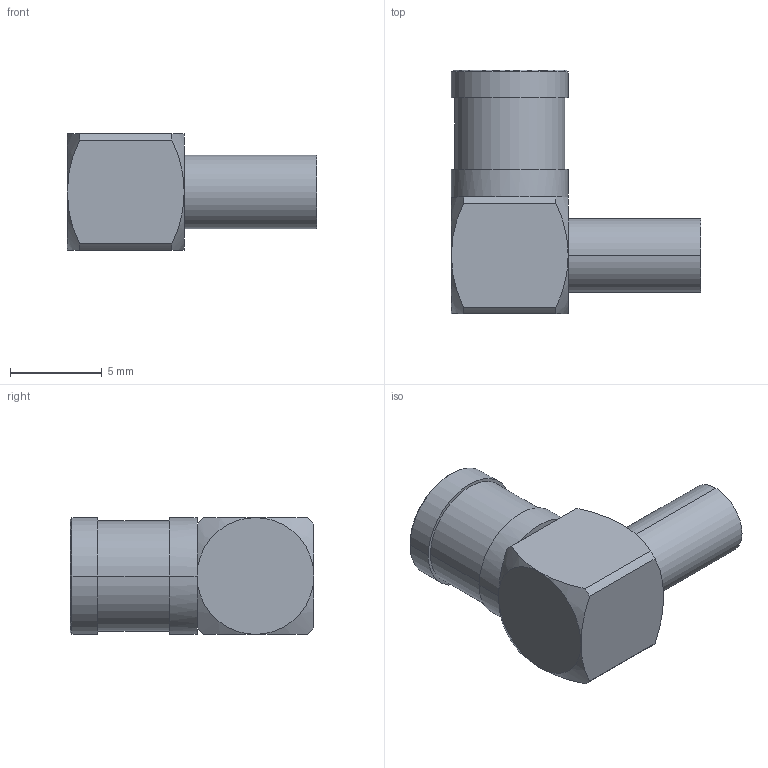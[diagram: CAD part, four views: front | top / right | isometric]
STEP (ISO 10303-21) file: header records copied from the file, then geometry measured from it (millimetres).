
FILE_DESCRIPTION (( 'STEP AP214' ), '1' );
FILE_NAME ('FMCN5446_3D.step', '2025-05-23T15:53:44', ( '' ), ( '' ), 'SwSTEP 2.0', 'SolidWorks 2022', '' );
FILE_SCHEMA (( 'AUTOMOTIVE_DESIGN' ));
Length unit declared in the file: inch
Products named in the file (5): FMCN5446_3D; FMCN5446_FERRULE^FMCN5446; upload_smb3100a-9l1001^FMCN5446; upload_smb3100a-9l1002^FMCN5446; upload_smb3100a-9l1003^FMCN5446
Assembly tree (4 placements, depth 2):
  FMCN5446_3D
    upload_smb3100a-9l1001^FMCN5446
    upload_smb3100a-9l1002^FMCN5446
    upload_smb3100a-9l1003^FMCN5446
    FMCN5446_FERRULE^FMCN5446
Bounding box: 13.55 x 13.25 x 6.35 mm (x, y, z)
Volume: 417.2 mm3; surface area: 892 mm2
Topology: 4 solids, 4 shells, 188 faces, 515 edges, 328 vertices
Faces by surface type: cylinder 78, plane 70, cone 32, sphere 8
Entity records: 6379 total; most frequent: CARTESIAN_POINT 1238, DIRECTION 1097, ORIENTED_EDGE 1030, EDGE_CURVE 515, AXIS2_PLACEMENT_3D 427, VERTEX_POINT 328, VECTOR 243, LINE 243
